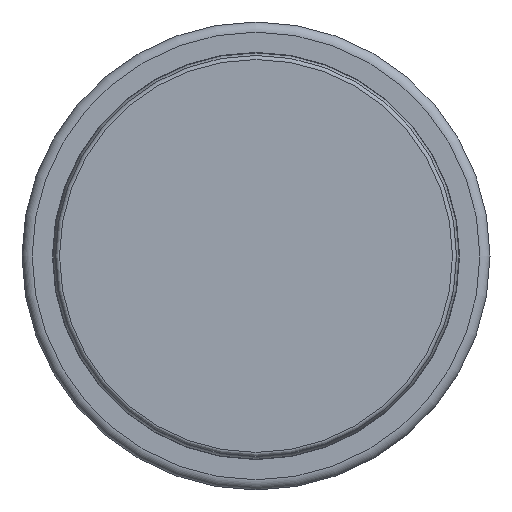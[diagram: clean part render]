
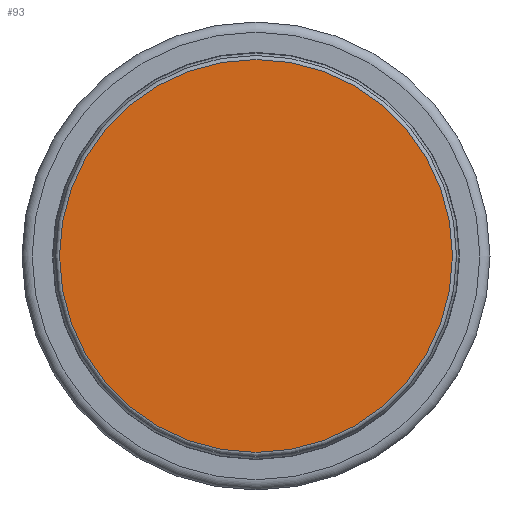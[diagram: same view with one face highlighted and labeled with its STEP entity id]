
A CAD part, top view. The second image highlights one B-rep face of the part: STEP entity #93.
In plain terms, the highlighted planar face has unit normal (0, 0, 1).
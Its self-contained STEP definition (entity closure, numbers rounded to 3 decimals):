
#93 = ADVANCED_FACE( '', ( #243 ), #244, .F. );
#243 = FACE_OUTER_BOUND( '', #484, .T. );
#244 = PLANE( '', #485 );
#484 = EDGE_LOOP( '', ( #726 ) );
#485 = AXIS2_PLACEMENT_3D( '', #727, #728, #729 );
#726 = ORIENTED_EDGE( '', *, *, #1195, .T. );
#727 = CARTESIAN_POINT( '', ( 9.85, 0., 70. ) );
#728 = DIRECTION( '', ( 0., 0., -1. ) );
#729 = DIRECTION( '', ( 1., 0., 0. ) );
#1195 = EDGE_CURVE( '', #1374, #1374, #1375, .F. );
#1374 = VERTEX_POINT( '', #1633 );
#1375 = CIRCLE( '', #1634, 9.65 );
#1633 = CARTESIAN_POINT( '', ( 9.65, 0., 70. ) );
#1634 = AXIS2_PLACEMENT_3D( '', #1931, #1932, #1933 );
#1931 = CARTESIAN_POINT( '', ( 0., 0., 70. ) );
#1932 = DIRECTION( '', ( 0., 0., -1. ) );
#1933 = DIRECTION( '', ( 1., 0., 0. ) );
